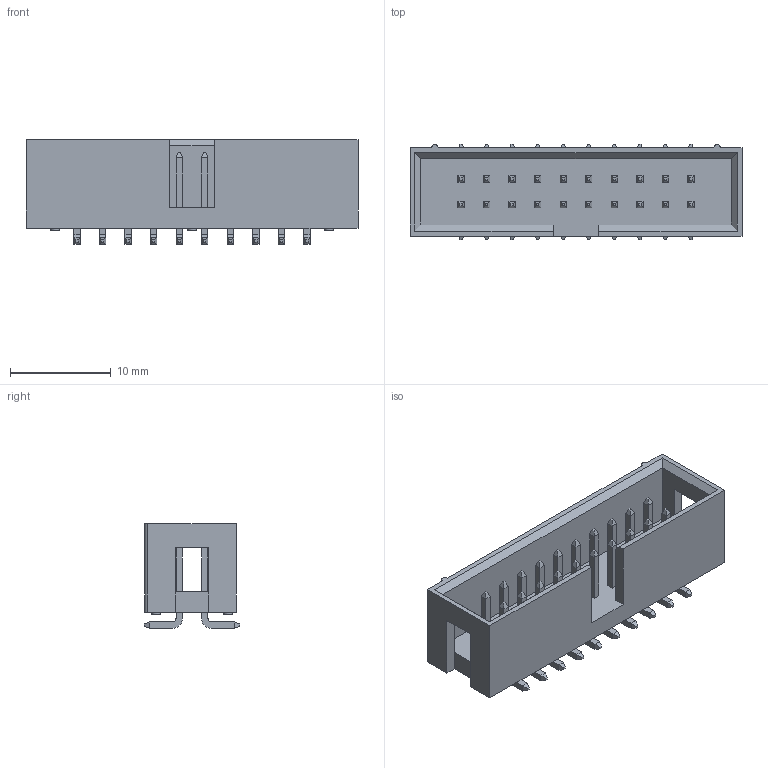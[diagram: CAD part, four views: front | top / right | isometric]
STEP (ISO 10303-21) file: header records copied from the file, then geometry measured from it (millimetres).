
FILE_DESCRIPTION( ( 'Unknown' ), '1' );
FILE_NAME( '61202020621.stp', 'Unknown', ( 'Unknown' ), ( 'Unknown' ), 'PSStep 14.0', 'Unknown', ' ' );
FILE_SCHEMA( ( 'AUTOMOTIVE_DESIGN { 1 0 10303 214 1 1 1 1 }' ) );
Length unit declared in the file: millimetre
Products named in the file (3): Assem1; 6120xx20621_PIN; 61202021621
Assembly tree (21 placements, depth 2):
  Assem1
    6120xx20621_PIN  x20
    61202021621
Bounding box: 33.02 x 9.5 x 10.42 mm (x, y, z)
Volume: 1149.7 mm3; surface area: 2416.8 mm2
Topology: 21 solids, 21 shells, 563 faces, 1315 edges, 796 vertices
Faces by surface type: plane 515, cylinder 48
Full cylindrical faces by diameter (mm): 0.85 x6
Entity records: 8347 total; most frequent: CARTESIAN_POINT 1120, ORIENTED_EDGE 1086, DIRECTION 1049, EDGE_CURVE 543, LINE 523, VECTOR 523, VERTEX_POINT 334, EDGE_LOOP 273
